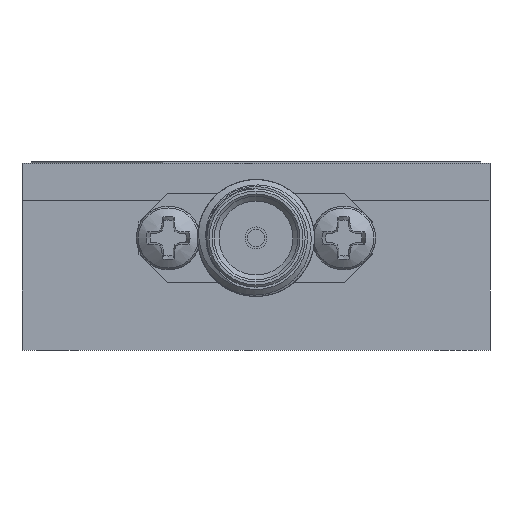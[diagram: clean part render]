
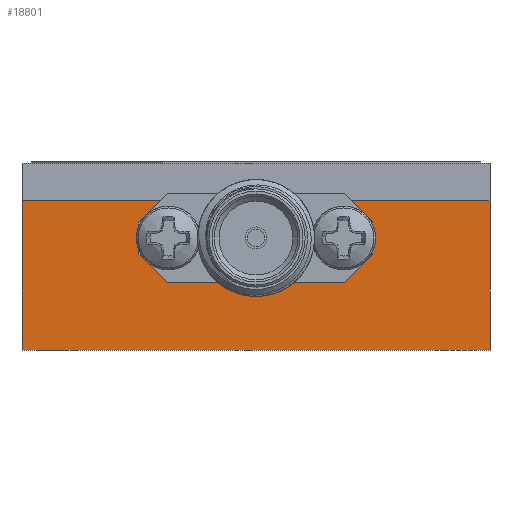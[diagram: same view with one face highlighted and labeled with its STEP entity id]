
A CAD part, left-side view. The second image highlights one B-rep face of the part: STEP entity #18801.
In plain terms, the highlighted planar face has unit normal (-1, 0, 0).
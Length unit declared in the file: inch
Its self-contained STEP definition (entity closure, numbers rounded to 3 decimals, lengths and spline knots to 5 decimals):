
#445 = VECTOR ( 'NONE', #27601, 39.37008 ) ;
#568 = VECTOR ( 'NONE', #9511, 39.37008 ) ;
#1044 = VERTEX_POINT ( 'NONE', #25951 ) ;
#1066 = CARTESIAN_POINT ( 'NONE',  ( -0.5, 0.5, 0.2 ) ) ;
#1120 = VERTEX_POINT ( 'NONE', #29047 ) ;
#1182 = DIRECTION ( 'NONE',  ( 0., 0., -1. ) ) ;
#1478 = ORIENTED_EDGE ( 'NONE', *, *, #25277, .F. ) ;
#1535 = CARTESIAN_POINT ( 'NONE',  ( -0.5, -0.19, 0.135 ) ) ;
#1972 = FACE_OUTER_BOUND ( 'NONE', #17030, .T. ) ;
#2665 = VERTEX_POINT ( 'NONE', #23753 ) ;
#2798 = LINE ( 'NONE', #24811, #445 ) ;
#3126 = DIRECTION ( 'NONE',  ( 0., -1., 0. ) ) ;
#3362 = EDGE_CURVE ( 'NONE', #2665, #23496, #29739, .T. ) ;
#5207 = EDGE_CURVE ( 'NONE', #1120, #1044, #2798, .T. ) ;
#5208 = CARTESIAN_POINT ( 'NONE',  ( -0.5, 0.5, 0.12 ) ) ;
#5426 = VECTOR ( 'NONE', #3126, 39.37008 ) ;
#5452 = VERTEX_POINT ( 'NONE', #5208 ) ;
#5814 = DIRECTION ( 'NONE',  ( 0., 0., -1. ) ) ;
#5895 = ORIENTED_EDGE ( 'NONE', *, *, #29622, .F. ) ;
#6272 = CARTESIAN_POINT ( 'NONE',  ( -0.5, 0.25, 0.075 ) ) ;
#6472 = LINE ( 'NONE', #18858, #25294 ) ;
#8239 = VERTEX_POINT ( 'NONE', #30139 ) ;
#8536 = VERTEX_POINT ( 'NONE', #12312 ) ;
#8948 = CARTESIAN_POINT ( 'NONE',  ( -0.5, -0.205, 0.12 ) ) ;
#9015 = LINE ( 'NONE', #1535, #10795 ) ;
#9206 = DIRECTION ( 'NONE',  ( 0., -1., 0. ) ) ;
#9511 = DIRECTION ( 'NONE',  ( 0., 1., 0. ) ) ;
#10176 = VECTOR ( 'NONE', #13807, 39.37008 ) ;
#10795 = VECTOR ( 'NONE', #18949, 39.37008 ) ;
#11159 = LINE ( 'NONE', #1066, #21622 ) ;
#11363 = CARTESIAN_POINT ( 'NONE',  ( -0.5, 0.19, -0.055 ) ) ;
#11453 = CARTESIAN_POINT ( 'NONE',  ( -0.5, -0.5, 0.2 ) ) ;
#11876 = VERTEX_POINT ( 'NONE', #20888 ) ;
#11923 = CARTESIAN_POINT ( 'NONE',  ( -0.5, -0.5, 0.2 ) ) ;
#12312 = CARTESIAN_POINT ( 'NONE',  ( -0.5, 0.205, 0.12 ) ) ;
#12530 = CARTESIAN_POINT ( 'NONE',  ( -0.5, 0.5, -0.2 ) ) ;
#12689 = LINE ( 'NONE', #20187, #21179 ) ;
#13586 = VERTEX_POINT ( 'NONE', #14180 ) ;
#13807 = DIRECTION ( 'NONE',  ( 0., 0., 1. ) ) ;
#14018 = ORIENTED_EDGE ( 'NONE', *, *, #22226, .F. ) ;
#14089 = CARTESIAN_POINT ( 'NONE',  ( -0.5, -0.5, 0.12 ) ) ;
#14180 = CARTESIAN_POINT ( 'NONE',  ( -0.5, -0.5, 0.12 ) ) ;
#14711 = ORIENTED_EDGE ( 'NONE', *, *, #5207, .F. ) ;
#14929 = VERTEX_POINT ( 'NONE', #12530 ) ;
#15800 = EDGE_CURVE ( 'NONE', #14929, #11876, #26801, .T. ) ;
#15874 = ORIENTED_EDGE ( 'NONE', *, *, #25473, .F. ) ;
#15926 = VECTOR ( 'NONE', #9206, 39.37008 ) ;
#16308 = DIRECTION ( 'NONE',  ( 1., 0., 0. ) ) ;
#16468 = CARTESIAN_POINT ( 'NONE',  ( -0.5, -0.25, 0.005 ) ) ;
#17030 = EDGE_LOOP ( 'NONE', ( #14018, #26590, #26713, #27329, #15874, #25232, #23325, #5895, #31306, #19492, #14711, #1478 ) ) ;
#17162 = CARTESIAN_POINT ( 'NONE',  ( -0.5, -0.25, -0.055 ) ) ;
#17738 = DIRECTION ( 'NONE',  ( 0., -0.707, -0.707 ) ) ;
#18189 = DIRECTION ( 'NONE',  ( 0., 0.707, -0.707 ) ) ;
#18348 = LINE ( 'NONE', #26009, #22289 ) ;
#18616 = LINE ( 'NONE', #11453, #24344 ) ;
#18656 = AXIS2_PLACEMENT_3D ( 'NONE', #11923, #16308, #21860 ) ;
#18659 = DIRECTION ( 'NONE',  ( 0., -1., 0. ) ) ;
#18801 = ADVANCED_FACE ( 'NONE', ( #1972 ), #28883, .F. ) ;
#18858 = CARTESIAN_POINT ( 'NONE',  ( -0.5, -0.25, 0.005 ) ) ;
#18949 = DIRECTION ( 'NONE',  ( 0., 0.707, 0.707 ) ) ;
#19492 = ORIENTED_EDGE ( 'NONE', *, *, #20831, .F. ) ;
#20187 = CARTESIAN_POINT ( 'NONE',  ( -0.5, 0.19, -0.055 ) ) ;
#20295 = EDGE_CURVE ( 'NONE', #8239, #20518, #9015, .T. ) ;
#20518 = VERTEX_POINT ( 'NONE', #8948 ) ;
#20831 = EDGE_CURVE ( 'NONE', #1044, #23496, #12689, .T. ) ;
#20888 = CARTESIAN_POINT ( 'NONE',  ( -0.5, -0.5, -0.2 ) ) ;
#21179 = VECTOR ( 'NONE', #17738, 39.37008 ) ;
#21622 = VECTOR ( 'NONE', #5814, 39.37008 ) ;
#21757 = LINE ( 'NONE', #14089, #15926 ) ;
#21860 = DIRECTION ( 'NONE',  ( 0., 0., -1. ) ) ;
#22226 = EDGE_CURVE ( 'NONE', #5452, #8536, #18348, .T. ) ;
#22289 = VECTOR ( 'NONE', #18659, 39.37008 ) ;
#23255 = LINE ( 'NONE', #6272, #32111 ) ;
#23325 = ORIENTED_EDGE ( 'NONE', *, *, #29704, .F. ) ;
#23496 = VERTEX_POINT ( 'NONE', #11363 ) ;
#23753 = CARTESIAN_POINT ( 'NONE',  ( -0.5, -0.19, -0.055 ) ) ;
#24282 = EDGE_CURVE ( 'NONE', #5452, #14929, #11159, .T. ) ;
#24344 = VECTOR ( 'NONE', #1182, 39.37008 ) ;
#24425 = CARTESIAN_POINT ( 'NONE',  ( -0.5, -0.25, 0.075 ) ) ;
#24811 = CARTESIAN_POINT ( 'NONE',  ( -0.5, 0.25, 0.005 ) ) ;
#25232 = ORIENTED_EDGE ( 'NONE', *, *, #20295, .F. ) ;
#25277 = EDGE_CURVE ( 'NONE', #8536, #1120, #23255, .T. ) ;
#25294 = VECTOR ( 'NONE', #28826, 39.37008 ) ;
#25468 = CARTESIAN_POINT ( 'NONE',  ( -0.5, -0.5, -0.2 ) ) ;
#25473 = EDGE_CURVE ( 'NONE', #20518, #13586, #21757, .T. ) ;
#25951 = CARTESIAN_POINT ( 'NONE',  ( -0.5, 0.25, 0.005 ) ) ;
#26009 = CARTESIAN_POINT ( 'NONE',  ( -0.5, -0.5, 0.12 ) ) ;
#26376 = LINE ( 'NONE', #24425, #10176 ) ;
#26590 = ORIENTED_EDGE ( 'NONE', *, *, #24282, .T. ) ;
#26713 = ORIENTED_EDGE ( 'NONE', *, *, #15800, .T. ) ;
#26801 = LINE ( 'NONE', #25468, #5426 ) ;
#27329 = ORIENTED_EDGE ( 'NONE', *, *, #28301, .F. ) ;
#27601 = DIRECTION ( 'NONE',  ( 0., 0., -1. ) ) ;
#28301 = EDGE_CURVE ( 'NONE', #13586, #11876, #18616, .T. ) ;
#28826 = DIRECTION ( 'NONE',  ( 0., -0.707, 0.707 ) ) ;
#28883 = PLANE ( 'NONE',  #18656 ) ;
#29047 = CARTESIAN_POINT ( 'NONE',  ( -0.5, 0.25, 0.075 ) ) ;
#29622 = EDGE_CURVE ( 'NONE', #2665, #30354, #6472, .T. ) ;
#29704 = EDGE_CURVE ( 'NONE', #30354, #8239, #26376, .T. ) ;
#29739 = LINE ( 'NONE', #17162, #568 ) ;
#30139 = CARTESIAN_POINT ( 'NONE',  ( -0.5, -0.25, 0.075 ) ) ;
#30354 = VERTEX_POINT ( 'NONE', #16468 ) ;
#31306 = ORIENTED_EDGE ( 'NONE', *, *, #3362, .T. ) ;
#32111 = VECTOR ( 'NONE', #18189, 39.37008 ) ;
